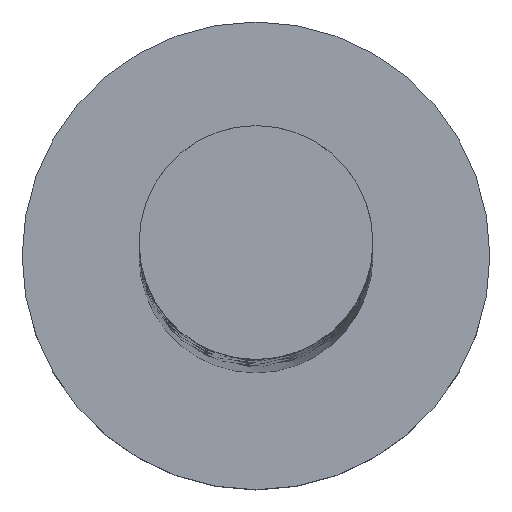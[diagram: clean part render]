
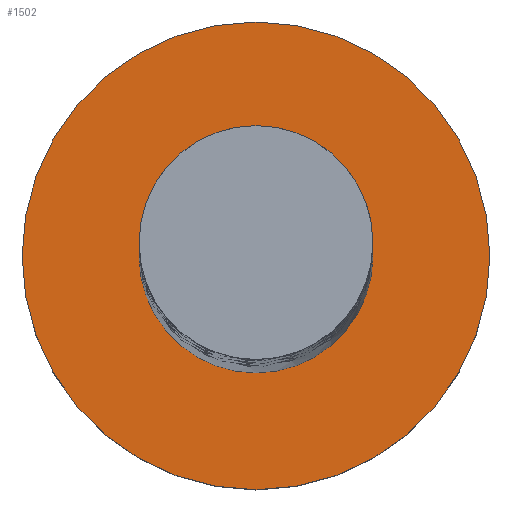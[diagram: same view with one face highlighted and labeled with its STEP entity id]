
A CAD part, top view. The second image highlights one B-rep face of the part: STEP entity #1502.
In plain terms, the highlighted planar face has unit normal (0, 0, 1).
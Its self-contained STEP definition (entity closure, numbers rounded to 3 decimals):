
#24 = DIRECTION ( 'NONE',  ( 0., 0., 1. ) ) ;
#69 = DIRECTION ( 'NONE',  ( 0., 0., 1. ) ) ;
#165 = FACE_OUTER_BOUND ( 'NONE', #1303, .T. ) ;
#203 = DIRECTION ( 'NONE',  ( 1., 0., 0. ) ) ;
#257 = AXIS2_PLACEMENT_3D ( 'NONE', #1525, #1096, #1211 ) ;
#263 = VERTEX_POINT ( 'NONE', #692 ) ;
#286 = ORIENTED_EDGE ( 'NONE', *, *, #1178, .T. ) ;
#342 = DIRECTION ( 'NONE',  ( 0., 0., 1. ) ) ;
#353 = EDGE_CURVE ( 'NONE', #535, #1157, #1009, .T. ) ;
#458 = CARTESIAN_POINT ( 'NONE',  ( -5., 0., 3. ) ) ;
#491 = EDGE_LOOP ( 'NONE', ( #1509, #1628 ) ) ;
#535 = VERTEX_POINT ( 'NONE', #1679 ) ;
#558 = VERTEX_POINT ( 'NONE', #458 ) ;
#565 = CARTESIAN_POINT ( 'NONE',  ( 0., 0., 3. ) ) ;
#571 = FACE_BOUND ( 'NONE', #491, .T. ) ;
#579 = DIRECTION ( 'NONE',  ( 1., 0., 0. ) ) ;
#588 = DIRECTION ( 'NONE',  ( 0., 0., 1. ) ) ;
#692 = CARTESIAN_POINT ( 'NONE',  ( 5., 0., 3. ) ) ;
#703 = CIRCLE ( 'NONE', #729, 2.5 ) ;
#729 = AXIS2_PLACEMENT_3D ( 'NONE', #565, #588, #1106 ) ;
#751 = AXIS2_PLACEMENT_3D ( 'NONE', #1565, #342, #878 ) ;
#878 = DIRECTION ( 'NONE',  ( 1., 0., 0. ) ) ;
#970 = ORIENTED_EDGE ( 'NONE', *, *, #1744, .T. ) ;
#999 = CARTESIAN_POINT ( 'NONE',  ( 0., 0., 3. ) ) ;
#1009 = CIRCLE ( 'NONE', #257, 2.5 ) ;
#1096 = DIRECTION ( 'NONE',  ( 0., 0., 1. ) ) ;
#1106 = DIRECTION ( 'NONE',  ( 1., 0., 0. ) ) ;
#1130 = CIRCLE ( 'NONE', #751, 5. ) ;
#1132 = CIRCLE ( 'NONE', #1644, 5. ) ;
#1157 = VERTEX_POINT ( 'NONE', #1600 ) ;
#1178 = EDGE_CURVE ( 'NONE', #558, #263, #1130, .T. ) ;
#1211 = DIRECTION ( 'NONE',  ( 1., 0., 0. ) ) ;
#1238 = CARTESIAN_POINT ( 'NONE',  ( 0., 0., 3. ) ) ;
#1251 = PLANE ( 'NONE',  #1589 ) ;
#1303 = EDGE_LOOP ( 'NONE', ( #286, #970 ) ) ;
#1502 = ADVANCED_FACE ( 'NONE', ( #571, #165 ), #1251, .T. ) ;
#1509 = ORIENTED_EDGE ( 'NONE', *, *, #353, .F. ) ;
#1525 = CARTESIAN_POINT ( 'NONE',  ( 0., 0., 3. ) ) ;
#1565 = CARTESIAN_POINT ( 'NONE',  ( 0., 0., 3. ) ) ;
#1589 = AXIS2_PLACEMENT_3D ( 'NONE', #1238, #24, #579 ) ;
#1600 = CARTESIAN_POINT ( 'NONE',  ( 2.5, 0., 3. ) ) ;
#1621 = EDGE_CURVE ( 'NONE', #1157, #535, #703, .T. ) ;
#1628 = ORIENTED_EDGE ( 'NONE', *, *, #1621, .F. ) ;
#1644 = AXIS2_PLACEMENT_3D ( 'NONE', #999, #69, #203 ) ;
#1679 = CARTESIAN_POINT ( 'NONE',  ( -2.5, 0., 3. ) ) ;
#1744 = EDGE_CURVE ( 'NONE', #263, #558, #1132, .T. ) ;
